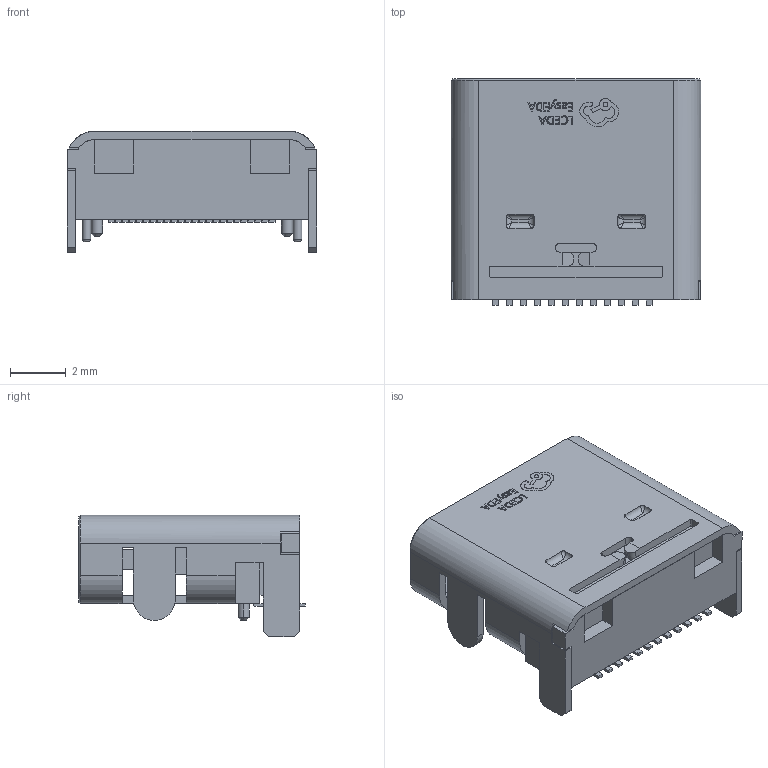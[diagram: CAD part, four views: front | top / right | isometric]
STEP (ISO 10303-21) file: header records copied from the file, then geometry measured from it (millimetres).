
FILE_DESCRIPTION (( 'STEP AP214' ), '1' );
FILE_NAME ('USB-C-SMD_TYC-324G.step', '2022-07-15T09:18:27', ( '' ), ( '' ), 'SwSTEP 2.0', 'SolidWorks 2020', '' );
FILE_SCHEMA (( 'AUTOMOTIVE_DESIGN' ));
Length unit declared in the file: millimetre
Products named in the file (1): USB-C-SMD_TYC-324G
Bounding box: 8.94 x 8.1 x 4.35 mm (x, y, z)
Volume: 122.2 mm3; surface area: 569.9 mm2
Topology: 52 solids, 52 shells, 873 faces, 2173 edges, 1398 vertices
Faces by surface type: plane 650, bspline 128, cylinder 79, cone 12, torus 4
Entity records: 36989 total; most frequent: CARTESIAN_POINT 6997, ORIENTED_EDGE 4314, DIRECTION 3559, EDGE_CURVE 2157, LINE 1727, VECTOR 1727, VERTEX_POINT 1398, UNCERTAINTY_MEASURE_WITH_UNIT 923
